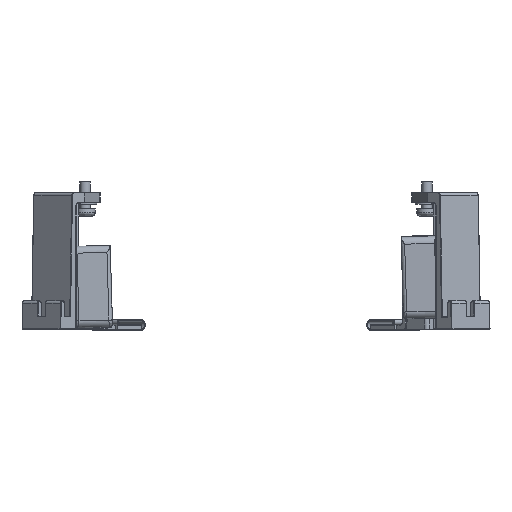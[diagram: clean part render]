
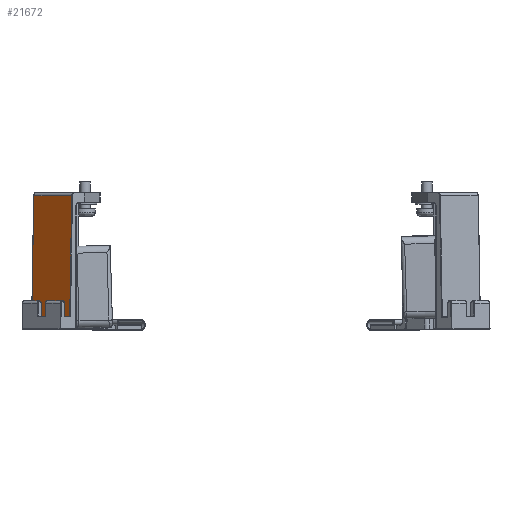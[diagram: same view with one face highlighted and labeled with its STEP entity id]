
A CAD part, left-side view. The second image highlights one B-rep face of the part: STEP entity #21672.
In plain terms, the highlighted planar face has unit normal (-0.707, 0.707, 0.023).
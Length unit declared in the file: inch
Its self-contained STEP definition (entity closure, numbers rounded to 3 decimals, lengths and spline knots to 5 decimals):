
#1320 = LINE ( 'NONE', #52820, #4476 ) ;
#4476 = VECTOR ( 'NONE', #58239, 39.37008 ) ;
#6321 = CARTESIAN_POINT ( 'NONE',  ( -3.40506, 4.09856, -2.768 ) ) ;
#6669 = VERTEX_POINT ( 'NONE', #11830 ) ;
#8202 = VECTOR ( 'NONE', #48411, 39.37008 ) ;
#8359 = ORIENTED_EDGE ( 'NONE', *, *, #64869, .T. ) ;
#9379 = DIRECTION ( 'NONE',  ( -0.016, 0.016, -1. ) ) ;
#9532 = LINE ( 'NONE', #39028, #8202 ) ;
#9607 = CARTESIAN_POINT ( 'NONE',  ( -4.09832, 3.4059, -2.768 ) ) ;
#11830 = CARTESIAN_POINT ( 'NONE',  ( -3.3688, 4.06228, -0.55861 ) ) ;
#14083 = VERTEX_POINT ( 'NONE', #9607 ) ;
#17209 = DIRECTION ( 'NONE',  ( -0.707, 0.707, 0.023 ) ) ;
#21477 = LINE ( 'NONE', #47141, #46754 ) ;
#21672 = ADVANCED_FACE ( 'NONE', ( #31726 ), #37148, .T. ) ;
#22108 = EDGE_LOOP ( 'NONE', ( #8359, #56884, #25356, #33422 ) ) ;
#22741 = VERTEX_POINT ( 'NONE', #47512 ) ;
#25356 = ORIENTED_EDGE ( 'NONE', *, *, #54047, .T. ) ;
#27338 = CARTESIAN_POINT ( 'NONE',  ( -3.71447, 3.71498, -0.5 ) ) ;
#29467 = EDGE_CURVE ( 'NONE', #6669, #61267, #21477, .T. ) ;
#31726 = FACE_OUTER_BOUND ( 'NONE', #22108, .T. ) ;
#33422 = ORIENTED_EDGE ( 'NONE', *, *, #47105, .T. ) ;
#37148 = PLANE ( 'NONE',  #49204 ) ;
#39028 = CARTESIAN_POINT ( 'NONE',  ( -3.71543, 3.71595, -0.55861 ) ) ;
#40854 = DIRECTION ( 'NONE',  ( -0.707, -0.707, 0. ) ) ;
#41523 = LINE ( 'NONE', #50685, #52231 ) ;
#46754 = VECTOR ( 'NONE', #9379, 39.37008 ) ;
#47105 = EDGE_CURVE ( 'NONE', #14083, #22741, #1320, .T. ) ;
#47141 = CARTESIAN_POINT ( 'NONE',  ( -3.36784, 4.06132, -0.5 ) ) ;
#47512 = CARTESIAN_POINT ( 'NONE',  ( -4.06207, 3.36961, -0.55861 ) ) ;
#48411 = DIRECTION ( 'NONE',  ( 0.707, 0.707, 0. ) ) ;
#49204 = AXIS2_PLACEMENT_3D ( 'NONE', #27338, #17209, #57804 ) ;
#50685 = CARTESIAN_POINT ( 'NONE',  ( -3.75169, 3.75223, -2.768 ) ) ;
#52231 = VECTOR ( 'NONE', #40854, 39.37008 ) ;
#52820 = CARTESIAN_POINT ( 'NONE',  ( -4.0611, 3.36865, -0.5 ) ) ;
#54047 = EDGE_CURVE ( 'NONE', #61267, #14083, #41523, .T. ) ;
#56884 = ORIENTED_EDGE ( 'NONE', *, *, #29467, .T. ) ;
#57804 = DIRECTION ( 'NONE',  ( 0.016, -0.016, 1. ) ) ;
#58239 = DIRECTION ( 'NONE',  ( 0.016, -0.016, 1. ) ) ;
#61267 = VERTEX_POINT ( 'NONE', #6321 ) ;
#64869 = EDGE_CURVE ( 'NONE', #22741, #6669, #9532, .T. ) ;
